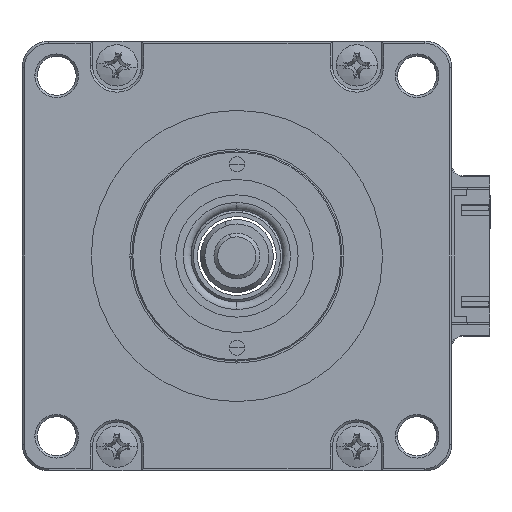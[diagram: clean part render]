
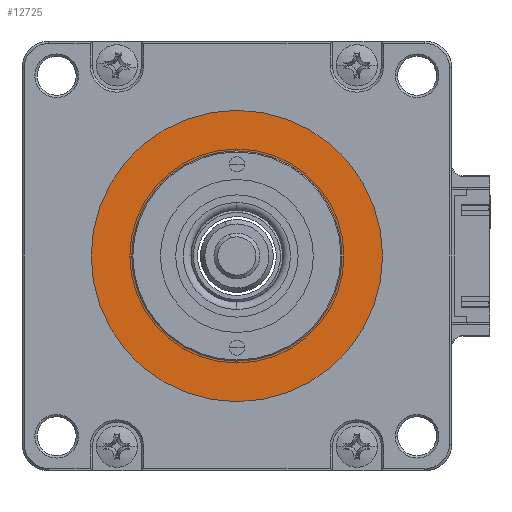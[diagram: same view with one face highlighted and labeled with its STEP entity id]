
A CAD part, left-side view. The second image highlights one B-rep face of the part: STEP entity #12725.
In plain terms, the highlighted planar face has unit normal (-1, 0, 0).
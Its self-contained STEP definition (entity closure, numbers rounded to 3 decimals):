
#200 = FACE_OUTER_BOUND ( 'NONE', #9629, .T. ) ;
#1199 = DIRECTION ( 'NONE',  ( 0., -1., 0. ) ) ;
#2192 = ORIENTED_EDGE ( 'NONE', *, *, #15547, .T. ) ;
#2286 = AXIS2_PLACEMENT_3D ( 'NONE', #4266, #13183, #5528 ) ;
#2368 = DIRECTION ( 'NONE',  ( -1., 0., 0. ) ) ;
#3523 = CARTESIAN_POINT ( 'NONE',  ( -38.623, 4.472, 48.3 ) ) ;
#3877 = CIRCLE ( 'NONE', #5386, 19.05 ) ;
#3930 = ORIENTED_EDGE ( 'NONE', *, *, #11640, .F. ) ;
#4055 = ORIENTED_EDGE ( 'NONE', *, *, #4898, .F. ) ;
#4200 = DIRECTION ( 'NONE',  ( -1., 0., 0. ) ) ;
#4266 = CARTESIAN_POINT ( 'NONE',  ( -38.623, 4.472, 48.3 ) ) ;
#4279 = AXIS2_PLACEMENT_3D ( 'NONE', #10457, #4200, #13103 ) ;
#4812 = DIRECTION ( 'NONE',  ( 0., -1., 0. ) ) ;
#4898 = EDGE_CURVE ( 'NONE', #15588, #13164, #6246, .T. ) ;
#5386 = AXIS2_PLACEMENT_3D ( 'NONE', #16471, #8778, #1199 ) ;
#5517 = ORIENTED_EDGE ( 'NONE', *, *, #10614, .T. ) ;
#5528 = DIRECTION ( 'NONE',  ( 0., -1., 0. ) ) ;
#6068 = AXIS2_PLACEMENT_3D ( 'NONE', #3523, #12423, #4812 ) ;
#6246 = CIRCLE ( 'NONE', #6365, 13.75 ) ;
#6365 = AXIS2_PLACEMENT_3D ( 'NONE', #9920, #2368, #11236 ) ;
#7408 = VERTEX_POINT ( 'NONE', #7539 ) ;
#7539 = CARTESIAN_POINT ( 'NONE',  ( -38.623, 23.522, 48.3 ) ) ;
#7695 = CARTESIAN_POINT ( 'NONE',  ( -38.623, -14.578, 48.3 ) ) ;
#8778 = DIRECTION ( 'NONE',  ( -1., 0., 0. ) ) ;
#9629 = EDGE_LOOP ( 'NONE', ( #2192, #5517 ) ) ;
#9920 = CARTESIAN_POINT ( 'NONE',  ( -38.623, 4.472, 48.3 ) ) ;
#10040 = EDGE_LOOP ( 'NONE', ( #4055, #3930 ) ) ;
#10093 = CARTESIAN_POINT ( 'NONE',  ( -38.623, 18.222, 48.3 ) ) ;
#10289 = FACE_BOUND ( 'NONE', #10040, .T. ) ;
#10457 = CARTESIAN_POINT ( 'NONE',  ( -38.623, 29.072, 72.9 ) ) ;
#10614 = EDGE_CURVE ( 'NONE', #7408, #10979, #14612, .T. ) ;
#10979 = VERTEX_POINT ( 'NONE', #7695 ) ;
#11236 = DIRECTION ( 'NONE',  ( 0., -1., 0. ) ) ;
#11640 = EDGE_CURVE ( 'NONE', #13164, #15588, #12583, .T. ) ;
#11753 = PLANE ( 'NONE',  #4279 ) ;
#12423 = DIRECTION ( 'NONE',  ( -1., 0., 0. ) ) ;
#12583 = CIRCLE ( 'NONE', #6068, 13.75 ) ;
#12725 = ADVANCED_FACE ( 'NONE', ( #10289, #200 ), #11753, .T. ) ;
#13103 = DIRECTION ( 'NONE',  ( 0., -1., 0. ) ) ;
#13164 = VERTEX_POINT ( 'NONE', #14249 ) ;
#13183 = DIRECTION ( 'NONE',  ( -1., 0., 0. ) ) ;
#14249 = CARTESIAN_POINT ( 'NONE',  ( -38.623, -9.278, 48.3 ) ) ;
#14612 = CIRCLE ( 'NONE', #2286, 19.05 ) ;
#15547 = EDGE_CURVE ( 'NONE', #10979, #7408, #3877, .T. ) ;
#15588 = VERTEX_POINT ( 'NONE', #10093 ) ;
#16471 = CARTESIAN_POINT ( 'NONE',  ( -38.623, 4.472, 48.3 ) ) ;
